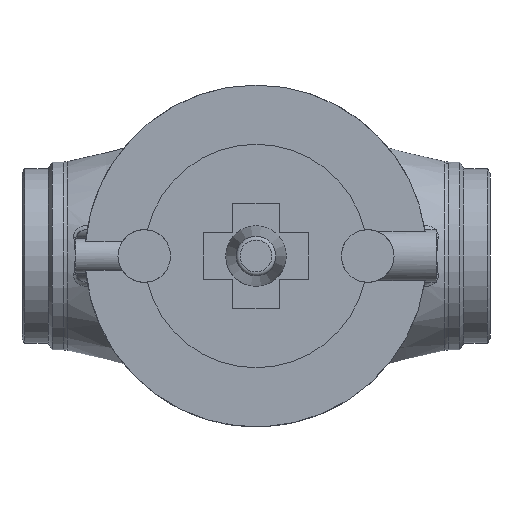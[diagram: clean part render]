
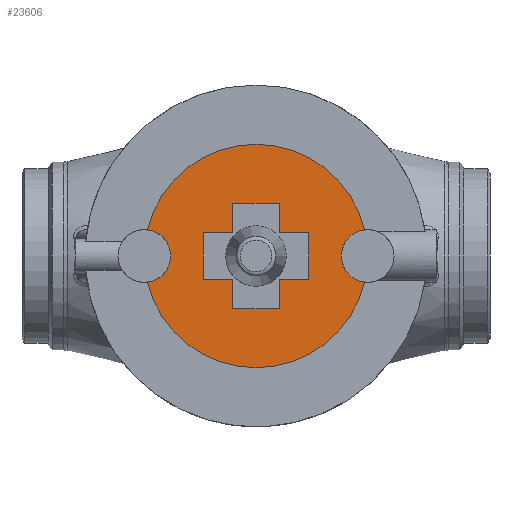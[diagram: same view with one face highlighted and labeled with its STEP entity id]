
A CAD part, front view. The second image highlights one B-rep face of the part: STEP entity #23606.
In plain terms, the highlighted planar face has unit normal (0, -1, 0).
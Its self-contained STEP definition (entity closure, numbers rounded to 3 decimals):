
#23298=CARTESIAN_POINT('',(243.,-38.,-130.107));
#23299=VERTEX_POINT('',#23298);
#23306=CARTESIAN_POINT('',(260.647,-38.,-149.968));
#23307=VERTEX_POINT('',#23306);
#23308=CARTESIAN_POINT('',(263.,-38.,-130.107));
#23309=DIRECTION('',(0.,-1.,0.));
#23310=DIRECTION('',(1.,0.,0.));
#23311=AXIS2_PLACEMENT_3D('',#23308,#23309,#23310);
#23312=CIRCLE('',#23311,20.);
#23313=EDGE_CURVE('',#23299,#23307,#23312,.T.);
#23325=CARTESIAN_POINT('',(260.647,-38.,-110.246));
#23326=VERTEX_POINT('',#23325);
#23333=CARTESIAN_POINT('',(263.,-38.,-130.107));
#23334=DIRECTION('',(0.,-1.,0.));
#23335=DIRECTION('',(1.,0.,0.));
#23336=AXIS2_PLACEMENT_3D('',#23333,#23334,#23335);
#23337=CIRCLE('',#23336,20.);
#23338=EDGE_CURVE('',#23326,#23299,#23337,.T.);
#23365=CARTESIAN_POINT('',(95.353,-38.,-149.968));
#23366=VERTEX_POINT('',#23365);
#23367=CARTESIAN_POINT('',(178.,-38.,-130.107));
#23368=DIRECTION('',(0.,-1.,0.));
#23369=DIRECTION('',(1.,0.,0.));
#23370=AXIS2_PLACEMENT_3D('',#23367,#23368,#23369);
#23371=CIRCLE('',#23370,85.);
#23372=EDGE_CURVE('',#23366,#23307,#23371,.T.);
#23401=CARTESIAN_POINT('',(95.353,-38.,-110.246));
#23402=VERTEX_POINT('',#23401);
#23403=CARTESIAN_POINT('',(93.,-38.,-130.107));
#23404=DIRECTION('',(0.,-1.,0.));
#23405=DIRECTION('',(1.,0.,0.));
#23406=AXIS2_PLACEMENT_3D('',#23403,#23404,#23405);
#23407=CIRCLE('',#23406,20.);
#23408=EDGE_CURVE('',#23366,#23402,#23407,.T.);
#23455=CARTESIAN_POINT('',(178.,-38.,-130.107));
#23456=DIRECTION('',(0.,-1.,0.));
#23457=DIRECTION('',(1.,0.,0.));
#23458=AXIS2_PLACEMENT_3D('',#23455,#23456,#23457);
#23459=CIRCLE('',#23458,85.);
#23460=EDGE_CURVE('',#23326,#23402,#23459,.T.);
#23496=CARTESIAN_POINT('',(178.,-38.,-130.107));
#23497=DIRECTION('',(0.,-1.,0.));
#23498=DIRECTION('',(1.,0.,0.));
#23499=AXIS2_PLACEMENT_3D('',#23496,#23497,#23498);
#23500=PLANE('',#23499);
#23501=ORIENTED_EDGE('',*,*,#23313,.F.);
#23502=ORIENTED_EDGE('',*,*,#23338,.F.);
#23503=ORIENTED_EDGE('',*,*,#23460,.T.);
#23504=ORIENTED_EDGE('',*,*,#23408,.F.);
#23505=ORIENTED_EDGE('',*,*,#23372,.T.);
#23506=EDGE_LOOP('',(#23501,#23502,#23503,#23504,#23505));
#23507=FACE_BOUND('',#23506,.T.);
#23508=CARTESIAN_POINT('',(195.5,-38.,-90.107));
#23509=VERTEX_POINT('',#23508);
#23510=CARTESIAN_POINT('',(160.5,-38.,-90.107));
#23511=VERTEX_POINT('',#23510);
#23512=CARTESIAN_POINT('',(195.5,-38.,-90.107));
#23513=DIRECTION('',(-1.,0.,0.));
#23514=VECTOR('',#23513,35.);
#23515=LINE('',#23512,#23514);
#23516=EDGE_CURVE('',#23509,#23511,#23515,.T.);
#23517=ORIENTED_EDGE('',*,*,#23516,.F.);
#23518=CARTESIAN_POINT('',(195.5,-38.,-112.607));
#23519=VERTEX_POINT('',#23518);
#23520=CARTESIAN_POINT('',(195.5,-38.,-112.607));
#23521=DIRECTION('',(0.,0.,1.));
#23522=VECTOR('',#23521,22.5);
#23523=LINE('',#23520,#23522);
#23524=EDGE_CURVE('',#23519,#23509,#23523,.T.);
#23525=ORIENTED_EDGE('',*,*,#23524,.F.);
#23526=CARTESIAN_POINT('',(218.,-38.,-112.607));
#23527=VERTEX_POINT('',#23526);
#23528=CARTESIAN_POINT('',(218.,-38.,-112.607));
#23529=DIRECTION('',(-1.,0.,0.));
#23530=VECTOR('',#23529,22.5);
#23531=LINE('',#23528,#23530);
#23532=EDGE_CURVE('',#23527,#23519,#23531,.T.);
#23533=ORIENTED_EDGE('',*,*,#23532,.F.);
#23534=CARTESIAN_POINT('',(218.,-38.,-147.607));
#23535=VERTEX_POINT('',#23534);
#23536=CARTESIAN_POINT('',(218.,-38.,-147.607));
#23537=DIRECTION('',(0.,0.,1.));
#23538=VECTOR('',#23537,35.);
#23539=LINE('',#23536,#23538);
#23540=EDGE_CURVE('',#23535,#23527,#23539,.T.);
#23541=ORIENTED_EDGE('',*,*,#23540,.F.);
#23542=CARTESIAN_POINT('',(195.5,-38.,-147.607));
#23543=VERTEX_POINT('',#23542);
#23544=CARTESIAN_POINT('',(195.5,-38.,-147.607));
#23545=DIRECTION('',(1.,0.,-0.));
#23546=VECTOR('',#23545,22.5);
#23547=LINE('',#23544,#23546);
#23548=EDGE_CURVE('',#23543,#23535,#23547,.T.);
#23549=ORIENTED_EDGE('',*,*,#23548,.F.);
#23550=CARTESIAN_POINT('',(195.5,-38.,-170.107));
#23551=VERTEX_POINT('',#23550);
#23552=CARTESIAN_POINT('',(195.5,-38.,-170.107));
#23553=DIRECTION('',(0.,0.,1.));
#23554=VECTOR('',#23553,22.5);
#23555=LINE('',#23552,#23554);
#23556=EDGE_CURVE('',#23551,#23543,#23555,.T.);
#23557=ORIENTED_EDGE('',*,*,#23556,.F.);
#23558=CARTESIAN_POINT('',(160.5,-38.,-170.107));
#23559=VERTEX_POINT('',#23558);
#23560=CARTESIAN_POINT('',(160.5,-38.,-170.107));
#23561=DIRECTION('',(1.,0.,-0.));
#23562=VECTOR('',#23561,35.);
#23563=LINE('',#23560,#23562);
#23564=EDGE_CURVE('',#23559,#23551,#23563,.T.);
#23565=ORIENTED_EDGE('',*,*,#23564,.F.);
#23566=CARTESIAN_POINT('',(160.5,-38.,-147.607));
#23567=VERTEX_POINT('',#23566);
#23568=CARTESIAN_POINT('',(160.5,-38.,-147.607));
#23569=DIRECTION('',(0.,0.,-1.));
#23570=VECTOR('',#23569,22.5);
#23571=LINE('',#23568,#23570);
#23572=EDGE_CURVE('',#23567,#23559,#23571,.T.);
#23573=ORIENTED_EDGE('',*,*,#23572,.F.);
#23574=CARTESIAN_POINT('',(138.,-38.,-147.607));
#23575=VERTEX_POINT('',#23574);
#23576=CARTESIAN_POINT('',(138.,-38.,-147.607));
#23577=DIRECTION('',(1.,0.,-0.));
#23578=VECTOR('',#23577,22.5);
#23579=LINE('',#23576,#23578);
#23580=EDGE_CURVE('',#23575,#23567,#23579,.T.);
#23581=ORIENTED_EDGE('',*,*,#23580,.F.);
#23582=CARTESIAN_POINT('',(138.,-38.,-112.607));
#23583=VERTEX_POINT('',#23582);
#23584=CARTESIAN_POINT('',(138.,-38.,-112.607));
#23585=DIRECTION('',(0.,0.,-1.));
#23586=VECTOR('',#23585,35.);
#23587=LINE('',#23584,#23586);
#23588=EDGE_CURVE('',#23583,#23575,#23587,.T.);
#23589=ORIENTED_EDGE('',*,*,#23588,.F.);
#23590=CARTESIAN_POINT('',(160.5,-38.,-112.607));
#23591=VERTEX_POINT('',#23590);
#23592=CARTESIAN_POINT('',(160.5,-38.,-112.607));
#23593=DIRECTION('',(-1.,0.,0.));
#23594=VECTOR('',#23593,22.5);
#23595=LINE('',#23592,#23594);
#23596=EDGE_CURVE('',#23591,#23583,#23595,.T.);
#23597=ORIENTED_EDGE('',*,*,#23596,.F.);
#23598=CARTESIAN_POINT('',(160.5,-38.,-90.107));
#23599=DIRECTION('',(0.,0.,-1.));
#23600=VECTOR('',#23599,22.5);
#23601=LINE('',#23598,#23600);
#23602=EDGE_CURVE('',#23511,#23591,#23601,.T.);
#23603=ORIENTED_EDGE('',*,*,#23602,.F.);
#23604=EDGE_LOOP('',(#23517,#23525,#23533,#23541,#23549,#23557,#23565,#23573,#23581,#23589,#23597,#23603));
#23605=FACE_BOUND('',#23604,.T.);
#23606=ADVANCED_FACE('',(#23507,#23605),#23500,.T.);
